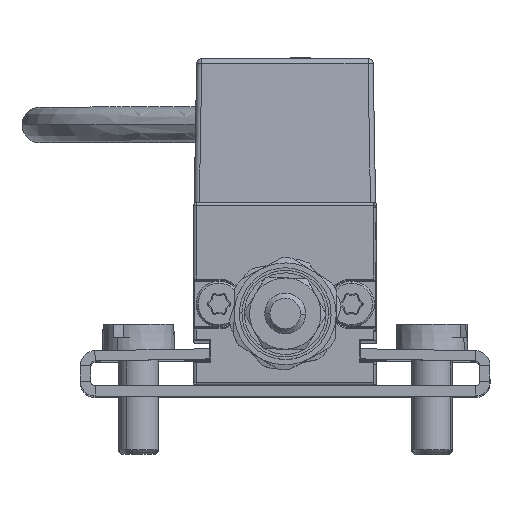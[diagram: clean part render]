
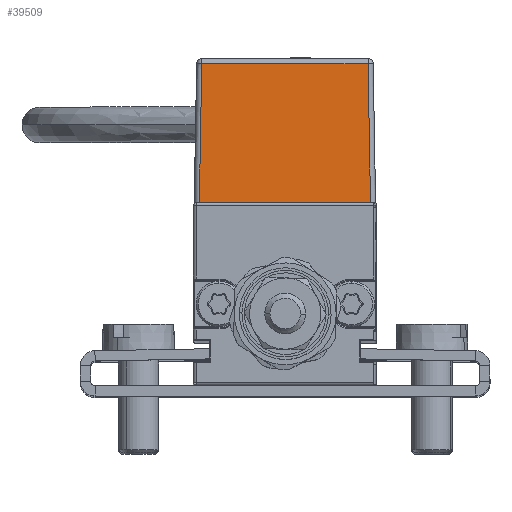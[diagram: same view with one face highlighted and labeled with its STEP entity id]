
A CAD part, top view. The second image highlights one B-rep face of the part: STEP entity #39509.
In plain terms, the highlighted planar face has unit normal (0, 0.018, 1).
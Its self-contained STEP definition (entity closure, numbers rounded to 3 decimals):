
#3997 = EDGE_LOOP ( 'NONE', ( #4903, #4904, #4905, #4906 ) ) ;
#4903 = ORIENTED_EDGE ( 'NONE', *, *, #22389, .T. ) ;
#4904 = ORIENTED_EDGE ( 'NONE', *, *, #22347, .T. ) ;
#4905 = ORIENTED_EDGE ( 'NONE', *, *, #22313, .T. ) ;
#4906 = ORIENTED_EDGE ( 'NONE', *, *, #22345, .T. ) ;
#11414 = PLANE ( 'NONE',  #19443 ) ;
#11430 = FACE_OUTER_BOUND ( 'NONE', #3997, .T. ) ;
#11440 = CARTESIAN_POINT ( 'NONE',  ( -8.929, 18., 132.784 ) ) ;
#11441 = DIRECTION ( 'NONE',  ( 0., 0.017, 1. ) ) ;
#11442 = DIRECTION ( 'NONE',  ( 0., -1., 0.017 ) ) ;
#12396 = VERTEX_POINT ( 'NONE', #20048 ) ;
#12411 = VERTEX_POINT ( 'NONE', #20058 ) ;
#12497 = VERTEX_POINT ( 'NONE', #20112 ) ;
#19443 = AXIS2_PLACEMENT_3D ( 'NONE', #11440, #11441, #11442 ) ;
#20048 = CARTESIAN_POINT ( 'NONE',  ( -8.189, 31.583, 132.547 ) ) ;
#20058 = CARTESIAN_POINT ( 'NONE',  ( -8.426, 18., 132.784 ) ) ;
#20112 = CARTESIAN_POINT ( 'NONE',  ( 8.129, 31.583, 132.547 ) ) ;
#22313 = EDGE_CURVE ( 'NONE', #12396, #12411, #29091, .T. ) ;
#22345 = EDGE_CURVE ( 'NONE', #12411, #27131, #37505, .T. ) ;
#22347 = EDGE_CURVE ( 'NONE', #12497, #12396, #37516, .T. ) ;
#22389 = EDGE_CURVE ( 'NONE', #27131, #12497, #37595, .T. ) ;
#25995 = CARTESIAN_POINT ( 'NONE',  ( 8.366, 18., 132.784 ) ) ;
#27131 = VERTEX_POINT ( 'NONE', #25995 ) ;
#29091 = LINE ( 'NONE', #29100, #33497 ) ;
#29100 = CARTESIAN_POINT ( 'NONE',  ( -8.426, 17.991, 132.784 ) ) ;
#29102 = DIRECTION ( 'NONE',  ( -0.017, -1., 0.017 ) ) ;
#33497 = VECTOR ( 'NONE', #29102, 1000. ) ;
#33523 = VECTOR ( 'NONE', #37515, 1000. ) ;
#33525 = VECTOR ( 'NONE', #37518, 1000. ) ;
#33562 = VECTOR ( 'NONE', #37605, 1000. ) ;
#37504 = CARTESIAN_POINT ( 'NONE',  ( -8.929, 18., 132.784 ) ) ;
#37505 = LINE ( 'NONE', #37504, #33523 ) ;
#37515 = DIRECTION ( 'NONE',  ( 1., 0., 0. ) ) ;
#37516 = LINE ( 'NONE', #37517, #33525 ) ;
#37517 = CARTESIAN_POINT ( 'NONE',  ( -8.929, 31.583, 132.547 ) ) ;
#37518 = DIRECTION ( 'NONE',  ( -1., 0., 0. ) ) ;
#37595 = LINE ( 'NONE', #37604, #33562 ) ;
#37604 = CARTESIAN_POINT ( 'NONE',  ( 8.36, 18.302, 132.779 ) ) ;
#37605 = DIRECTION ( 'NONE',  ( -0.017, 1., -0.017 ) ) ;
#39509 = ADVANCED_FACE ( 'NONE', ( #11430 ), #11414, .T. ) ;
